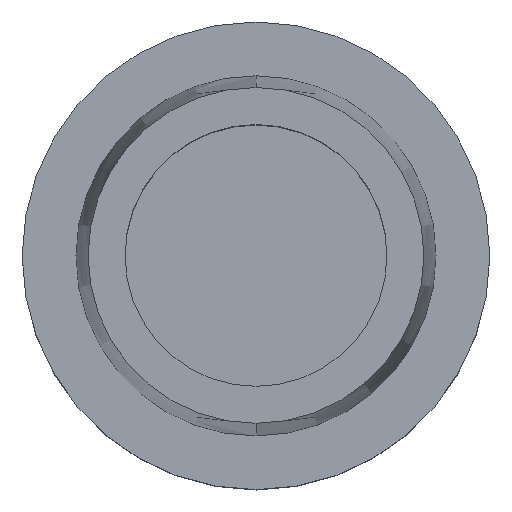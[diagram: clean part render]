
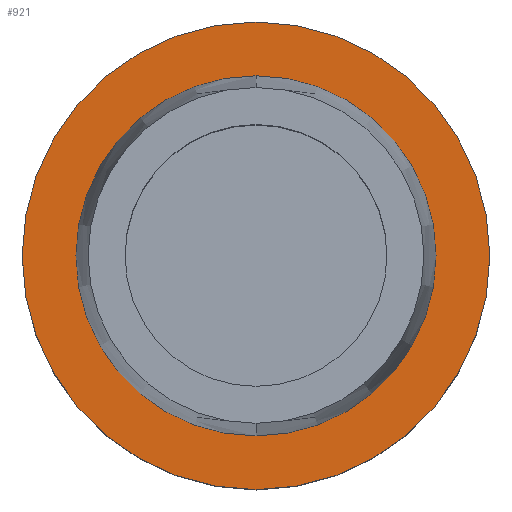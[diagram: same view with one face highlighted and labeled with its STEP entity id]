
A CAD part, top view. The second image highlights one B-rep face of the part: STEP entity #921.
In plain terms, the highlighted planar face has unit normal (0, 0, 1).
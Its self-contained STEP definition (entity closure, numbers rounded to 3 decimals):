
#64=CARTESIAN_POINT('',(0.,0.,0.));
#65=DIRECTION('',(0.,0.,-1.));
#66=DIRECTION('',(0.,-1.,0.));
#67=AXIS2_PLACEMENT_3D('',#64,#65,#66);
#72=CARTESIAN_POINT('',(0.,0.,0.));
#73=DIRECTION('',(0.,0.,-1.));
#74=DIRECTION('',(0.,1.,0.));
#75=AXIS2_PLACEMENT_3D('',#72,#73,#74);
#80=CARTESIAN_POINT('',(0.,0.,0.));
#81=DIRECTION('',(0.,0.,1.));
#82=DIRECTION('',(0.,-1.,0.));
#83=AXIS2_PLACEMENT_3D('',#80,#81,#82);
#88=CARTESIAN_POINT('',(0.,0.,0.));
#89=DIRECTION('',(0.,0.,1.));
#90=DIRECTION('',(0.,1.,0.));
#91=AXIS2_PLACEMENT_3D('',#88,#89,#90);
#756=CARTESIAN_POINT('',(0.,9.625,0.));
#757=VERTEX_POINT('',#756);
#758=CARTESIAN_POINT('',(0.,-9.625,0.));
#759=VERTEX_POINT('',#758);
#760=CARTESIAN_POINT('',(0.,-12.5,0.));
#761=CARTESIAN_POINT('',(0.,12.5,0.));
#762=VERTEX_POINT('',#760);
#763=VERTEX_POINT('',#761);
#906=CARTESIAN_POINT('',(0.,0.,0.));
#907=DIRECTION('',(0.,0.,1.));
#908=DIRECTION('',(0.,1.,0.));
#909=AXIS2_PLACEMENT_3D('',#906,#907,#908);
#910=PLANE('',#909);
#912=ORIENTED_EDGE('',*,*,#911,.T.);
#914=ORIENTED_EDGE('',*,*,#913,.T.);
#915=EDGE_LOOP('',(#912,#914));
#916=FACE_OUTER_BOUND('',#915,.F.);
#917=ORIENTED_EDGE('',*,*,#899,.T.);
#918=ORIENTED_EDGE('',*,*,#888,.T.);
#919=EDGE_LOOP('',(#917,#918));
#920=FACE_BOUND('',#919,.F.);
#68=CIRCLE('',#67,12.5);
#76=CIRCLE('',#75,12.5);
#84=CIRCLE('',#83,9.625);
#92=CIRCLE('',#91,9.625);
#888=EDGE_CURVE('',#757,#759,#92,.T.);
#899=EDGE_CURVE('',#759,#757,#84,.T.);
#911=EDGE_CURVE('',#762,#763,#68,.T.);
#913=EDGE_CURVE('',#763,#762,#76,.T.);
#921=ADVANCED_FACE('',(#916,#920),#910,.T.);
